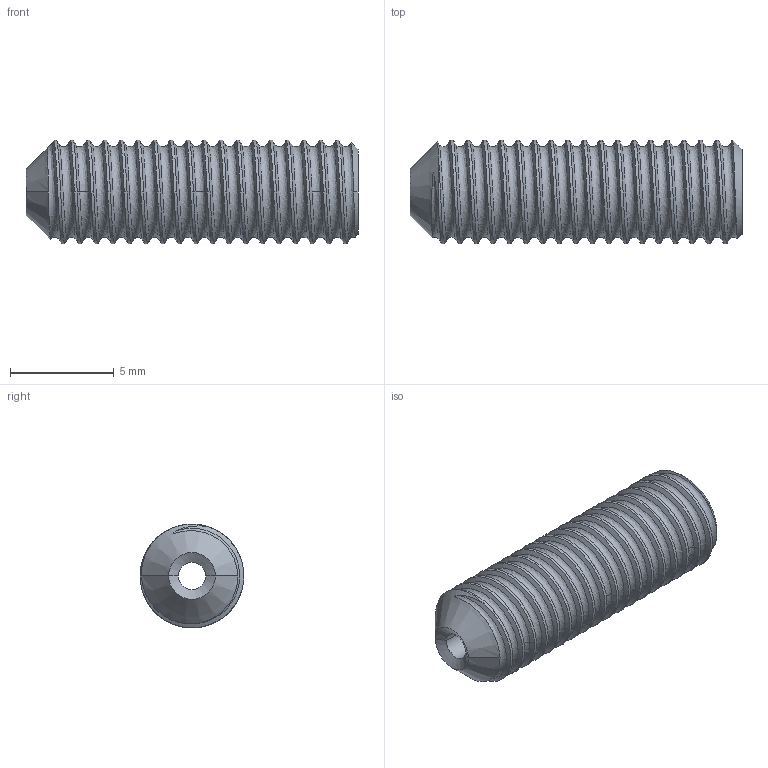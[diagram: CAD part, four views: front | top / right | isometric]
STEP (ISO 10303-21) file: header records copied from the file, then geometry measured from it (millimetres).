
FILE_DESCRIPTION((''),'2;1');
FILE_NAME('001_SET_SCREW_MM_ASM','2023-10-27T',('SYSTEM'),(''),'PRO/ENGINEER BY PARAMETRIC TECHNOLOGY CORPORATION, 2016360','PRO/ENGINEER BY PARAMETRIC TECHNOLOGY CORPORATION, 2016360','');
FILE_SCHEMA(('AUTOMOTIVE_DESIGN { 1 0 10303 214 1 1 1 1 }'));
Length unit declared in the file: millimetre
Products named in the file (2): MT-508_AF0; 001_SET_SCREW_MM_ASM
Assembly tree (1 placements, depth 2):
  001_SET_SCREW_MM_ASM
    MT-508_AF0
Bounding box: 16 x 5 x 5 mm (x, y, z)
Volume: 226.5 mm3; surface area: 414.8 mm2
Topology: 1 solids, 1 shells, 69 faces, 177 edges, 110 vertices
Faces by surface type: cylinder 37, bspline 18, plane 8, cone 6
Entity records: 9743 total; most frequent: CARTESIAN_POINT 8104, ORIENTED_EDGE 354, DIRECTION 200, EDGE_CURVE 177, VERTEX_POINT 110, COLOUR_RGB 110, B_SPLINE_CURVE_WITH_KNOTS 96, EDGE_LOOP 71
